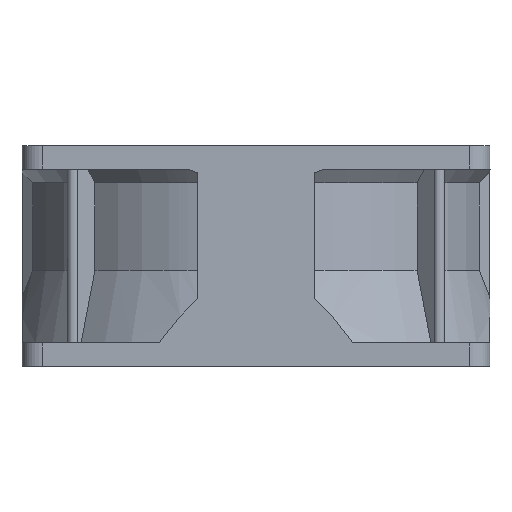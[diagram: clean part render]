
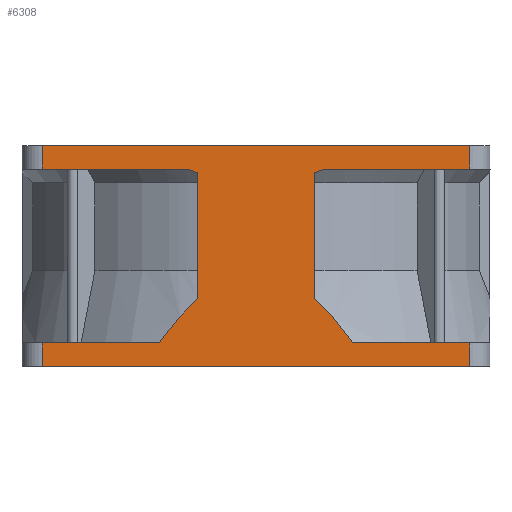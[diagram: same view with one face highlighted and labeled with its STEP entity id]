
A CAD part, left-side view. The second image highlights one B-rep face of the part: STEP entity #6308.
In plain terms, the highlighted planar face has unit normal (-1, 0, 0).
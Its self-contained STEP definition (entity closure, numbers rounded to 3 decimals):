
#636=DIRECTION('',(0.,0.,1.));
#637=VECTOR('',#636,4.);
#638=CARTESIAN_POINT('',(-40.1,-36.6,0.));
#639=LINE('',#638,#637);
#644=DIRECTION('',(0.,1.,0.));
#645=VECTOR('',#644,73.2);
#646=CARTESIAN_POINT('',(-40.1,-36.6,0.));
#647=LINE('',#646,#645);
#648=DIRECTION('',(0.,0.,1.));
#649=VECTOR('',#648,21.501);
#650=CARTESIAN_POINT('',(-40.1,10.,11.661));
#651=LINE('',#650,#649);
#652=DIRECTION('',(0.,-1.,0.));
#653=VECTOR('',#652,73.2);
#654=CARTESIAN_POINT('',(-40.1,36.6,37.8));
#655=LINE('',#654,#653);
#656=CARTESIAN_POINT('',(-40.1,-11.802,33.8));
#657=CARTESIAN_POINT('',(-40.1,-11.603,33.724));
#658=CARTESIAN_POINT('',(-40.1,-11.205,33.576));
#659=CARTESIAN_POINT('',(-40.1,-10.605,33.364));
#660=CARTESIAN_POINT('',(-40.1,-10.202,33.228));
#661=CARTESIAN_POINT('',(-40.1,-10.,33.163));
#663=CARTESIAN_POINT('',(-40.1,-10.,11.661));
#664=CARTESIAN_POINT('',(-40.1,-10.698,11.033));
#665=CARTESIAN_POINT('',(-40.1,-12.071,9.674));
#666=CARTESIAN_POINT('',(-40.1,-14.079,7.353));
#667=CARTESIAN_POINT('',(-40.1,-15.397,5.626));
#668=CARTESIAN_POINT('',(-40.1,-16.054,4.718));
#670=CARTESIAN_POINT('',(-40.1,-16.054,4.718));
#671=CARTESIAN_POINT('',(-40.1,-16.111,4.639));
#672=CARTESIAN_POINT('',(-40.1,-16.226,4.48));
#673=CARTESIAN_POINT('',(-40.1,-16.396,4.24));
#674=CARTESIAN_POINT('',(-40.1,-16.51,4.08));
#675=CARTESIAN_POINT('',(-40.1,-16.566,4.));
#681=DIRECTION('',(0.,0.,-1.));
#682=VECTOR('',#681,4.);
#683=CARTESIAN_POINT('',(-40.1,36.6,4.));
#684=LINE('',#683,#682);
#4107=DIRECTION('',(0.,0.,1.));
#4108=VECTOR('',#4107,4.);
#4109=CARTESIAN_POINT('',(-40.1,-36.6,33.8));
#4110=LINE('',#4109,#4108);
#4148=DIRECTION('',(0.,-1.,0.));
#4149=VECTOR('',#4148,24.798);
#4150=CARTESIAN_POINT('',(-40.1,-11.802,33.8));
#4151=LINE('',#4150,#4149);
#4194=DIRECTION('',(0.,1.,0.));
#4195=VECTOR('',#4194,20.034);
#4196=CARTESIAN_POINT('',(-40.1,-36.6,4.));
#4197=LINE('',#4196,#4195);
#4259=DIRECTION('',(0.,0.,1.));
#4260=VECTOR('',#4259,21.501);
#4261=CARTESIAN_POINT('',(-40.1,-10.,
11.661));
#4262=LINE('',#4261,#4260);
#4338=DIRECTION('',(0.,0.,-1.));
#4339=VECTOR('',#4338,4.);
#4340=CARTESIAN_POINT('',(-40.1,36.6,37.8));
#4341=LINE('',#4340,#4339);
#4351=DIRECTION('',(0.,-1.,0.));
#4352=VECTOR('',#4351,24.798);
#4353=CARTESIAN_POINT('',(-40.1,36.6,33.8));
#4354=LINE('',#4353,#4352);
#4404=CARTESIAN_POINT('',(-40.1,11.802,33.8));
#4405=CARTESIAN_POINT('',(-40.1,11.603,33.724));
#4406=CARTESIAN_POINT('',(-40.1,11.205,33.576));
#4407=CARTESIAN_POINT('',(-40.1,10.604,33.364));
#4408=CARTESIAN_POINT('',(-40.1,10.202,33.228));
#4409=CARTESIAN_POINT('',(-40.1,10.,33.163));
#4468=DIRECTION('',(0.,1.,0.));
#4469=VECTOR('',#4468,20.034);
#4470=CARTESIAN_POINT('',(-40.1,16.566,4.));
#4471=LINE('',#4470,#4469);
#4570=CARTESIAN_POINT('',(-40.1,10.,11.661));
#4571=CARTESIAN_POINT('',(-40.1,10.66,11.067));
#4572=CARTESIAN_POINT('',(-40.1,11.988,9.761));
#4573=CARTESIAN_POINT('',(-40.1,14.005,7.447));
#4574=CARTESIAN_POINT('',(-40.1,15.368,5.667));
#4575=CARTESIAN_POINT('',(-40.1,16.054,4.718));
#4577=CARTESIAN_POINT('',(-40.1,16.054,4.718));
#4578=CARTESIAN_POINT('',(-40.1,16.111,4.639));
#4579=CARTESIAN_POINT('',(-40.1,16.225,4.48));
#4580=CARTESIAN_POINT('',(-40.1,16.396,4.241));
#4581=CARTESIAN_POINT('',(-40.1,16.509,4.08));
#4582=CARTESIAN_POINT('',(-40.1,16.566,4.));
#4943=CARTESIAN_POINT('',(-40.1,36.6,0.));
#4944=VERTEX_POINT('',#4943);
#4945=CARTESIAN_POINT('',(-40.1,-36.6,0.));
#4946=VERTEX_POINT('',#4945);
#5153=CARTESIAN_POINT('',(-40.1,-36.6,4.));
#5154=VERTEX_POINT('',#5153);
#5155=CARTESIAN_POINT('',(-40.1,36.6,4.));
#5156=VERTEX_POINT('',#5155);
#5157=CARTESIAN_POINT('',(-40.1,16.566,4.));
#5158=VERTEX_POINT('',#5157);
#5159=VERTEX_POINT('',#4577);
#5160=VERTEX_POINT('',#4570);
#5161=CARTESIAN_POINT('',(-40.1,10.,33.163));
#5162=VERTEX_POINT('',#5161);
#5163=VERTEX_POINT('',#4404);
#5164=CARTESIAN_POINT('',(-40.1,36.6,33.8));
#5165=VERTEX_POINT('',#5164);
#5166=CARTESIAN_POINT('',(-40.1,36.6,37.8));
#5167=VERTEX_POINT('',#5166);
#5168=CARTESIAN_POINT('',(-40.1,-36.6,37.8));
#5169=VERTEX_POINT('',#5168);
#5170=CARTESIAN_POINT('',(-40.1,-36.6,33.8));
#5171=VERTEX_POINT('',#5170);
#5172=CARTESIAN_POINT('',(-40.1,-11.802,33.8));
#5173=VERTEX_POINT('',#5172);
#5174=VERTEX_POINT('',#661);
#5175=CARTESIAN_POINT('',(-40.1,-10.,
11.661));
#5176=VERTEX_POINT('',#5175);
#5177=VERTEX_POINT('',#668);
#5178=VERTEX_POINT('',#675);
#6267=CARTESIAN_POINT('',(-40.1,-40.05,0.));
#6268=DIRECTION('',(1.,0.,0.));
#6269=DIRECTION('',(0.,1.,0.));
#6270=AXIS2_PLACEMENT_3D('',#6267,#6268,#6269);
#6271=PLANE('',#6270);
#6272=ORIENTED_EDGE('',*,*,#6258,.F.);
#6273=ORIENTED_EDGE('',*,*,#5893,.T.);
#6275=ORIENTED_EDGE('',*,*,#6274,.F.);
#6277=ORIENTED_EDGE('',*,*,#6276,.F.);
#6279=ORIENTED_EDGE('',*,*,#6278,.F.);
#6281=ORIENTED_EDGE('',*,*,#6280,.F.);
#6283=ORIENTED_EDGE('',*,*,#6282,.T.);
#6285=ORIENTED_EDGE('',*,*,#6284,.F.);
#6287=ORIENTED_EDGE('',*,*,#6286,.F.);
#6289=ORIENTED_EDGE('',*,*,#6288,.F.);
#6291=ORIENTED_EDGE('',*,*,#6290,.T.);
#6293=ORIENTED_EDGE('',*,*,#6292,.F.);
#6295=ORIENTED_EDGE('',*,*,#6294,.F.);
#6297=ORIENTED_EDGE('',*,*,#6296,.T.);
#6299=ORIENTED_EDGE('',*,*,#6298,.F.);
#6301=ORIENTED_EDGE('',*,*,#6300,.T.);
#6303=ORIENTED_EDGE('',*,*,#6302,.T.);
#6305=ORIENTED_EDGE('',*,*,#6304,.F.);
#6306=EDGE_LOOP('',(#6272,#6273,#6275,#6277,#6279,#6281,#6283,#6285,#6287,#6289,
#6291,#6293,#6295,#6297,#6299,#6301,#6303,#6305));
#6307=FACE_OUTER_BOUND('',#6306,.F.);
#662=B_SPLINE_CURVE_WITH_KNOTS('',3,(#656,#657,#658,#659,#660,#661),
.UNSPECIFIED.,.F.,.F.,(4,1,1,4),(0.,0.333,0.667,1.),
.UNSPECIFIED.);
#669=B_SPLINE_CURVE_WITH_KNOTS('',3,(#663,#664,#665,#666,#667,#668),
.UNSPECIFIED.,.F.,.F.,(4,1,1,4),(0.,0.333,0.667,1.),
.UNSPECIFIED.);
#676=B_SPLINE_CURVE_WITH_KNOTS('',3,(#670,#671,#672,#673,#674,#675),
.UNSPECIFIED.,.F.,.F.,(4,1,1,4),(0.,0.333,0.667,1.),
.UNSPECIFIED.);
#4410=B_SPLINE_CURVE_WITH_KNOTS('',3,(#4404,#4405,#4406,#4407,#4408,#4409),
.UNSPECIFIED.,.F.,.F.,(4,1,1,4),(0.,0.333,0.667,1.),
.UNSPECIFIED.);
#4576=B_SPLINE_CURVE_WITH_KNOTS('',3,(#4570,#4571,#4572,#4573,#4574,#4575),
.UNSPECIFIED.,.F.,.F.,(4,1,1,4),(0.,0.333,0.667,1.),
.UNSPECIFIED.);
#4583=B_SPLINE_CURVE_WITH_KNOTS('',3,(#4577,#4578,#4579,#4580,#4581,#4582),
.UNSPECIFIED.,.F.,.F.,(4,1,1,4),(0.,0.333,0.667,1.),
.UNSPECIFIED.);
#5893=EDGE_CURVE('',#4946,#4944,#647,.T.);
#6258=EDGE_CURVE('',#4946,#5154,#639,.T.);
#6274=EDGE_CURVE('',#5156,#4944,#684,.T.);
#6276=EDGE_CURVE('',#5158,#5156,#4471,.T.);
#6278=EDGE_CURVE('',#5159,#5158,#4583,.T.);
#6280=EDGE_CURVE('',#5160,#5159,#4576,.T.);
#6282=EDGE_CURVE('',#5160,#5162,#651,.T.);
#6284=EDGE_CURVE('',#5163,#5162,#4410,.T.);
#6286=EDGE_CURVE('',#5165,#5163,#4354,.T.);
#6288=EDGE_CURVE('',#5167,#5165,#4341,.T.);
#6290=EDGE_CURVE('',#5167,#5169,#655,.T.);
#6292=EDGE_CURVE('',#5171,#5169,#4110,.T.);
#6294=EDGE_CURVE('',#5173,#5171,#4151,.T.);
#6296=EDGE_CURVE('',#5173,#5174,#662,.T.);
#6298=EDGE_CURVE('',#5176,#5174,#4262,.T.);
#6300=EDGE_CURVE('',#5176,#5177,#669,.T.);
#6302=EDGE_CURVE('',#5177,#5178,#676,.T.);
#6304=EDGE_CURVE('',#5154,#5178,#4197,.T.);
#6308=ADVANCED_FACE('',(#6307),#6271,.F.);
